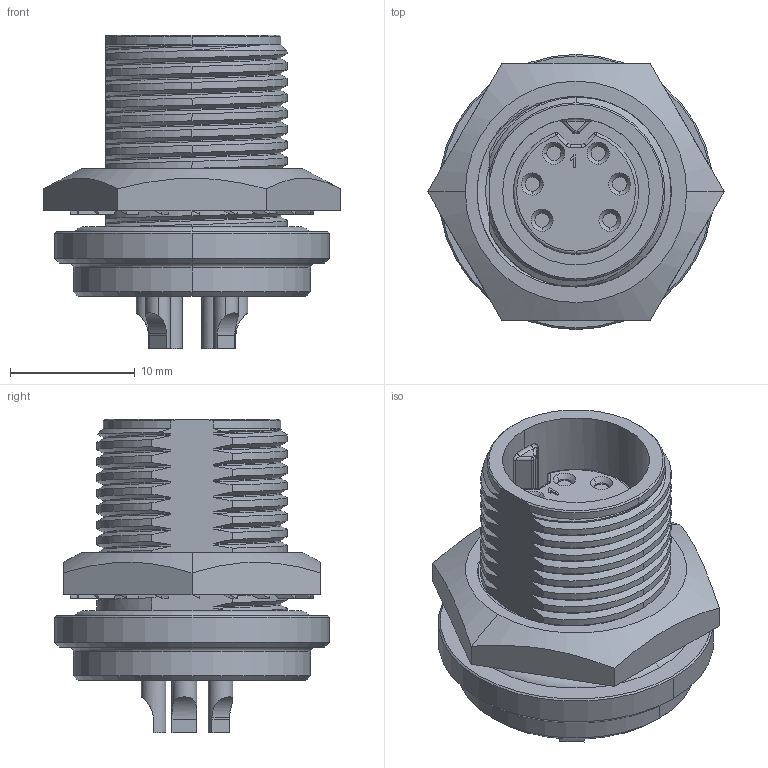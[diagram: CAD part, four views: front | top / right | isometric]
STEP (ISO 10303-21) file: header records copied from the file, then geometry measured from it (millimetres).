
FILE_DESCRIPTION (( 'STEP AP203' ), '1' );
FILE_NAME ('SF7282-6SG-3ES.STEP', '2015-11-03T20:33:03', ( '' ), ( '' ), 'SwSTEP 2.0', 'SolidWorks 2014', '' );
FILE_SCHEMA (( 'CONFIG_CONTROL_DESIGN' ));
Length unit declared in the file: millimetre
Products named in the file (2): SF7282-6SG-3ES
Bounding box: 23.82 x 22.1 x 25.2 mm (x, y, z)
Volume: 4440.9 mm3; surface area: 3548.5 mm2
Topology: 2 solids, 2 shells, 385 faces, 942 edges, 597 vertices
Faces by surface type: plane 190, cylinder 104, bspline 43, cone 35, torus 9, sphere 4
Entity records: 26599 total; most frequent: CARTESIAN_POINT 17977, ORIENTED_EDGE 1876, DIRECTION 1577, EDGE_CURVE 938, VERTEX_POINT 596, LINE 559, VECTOR 559, AXIS2_PLACEMENT_3D 509
